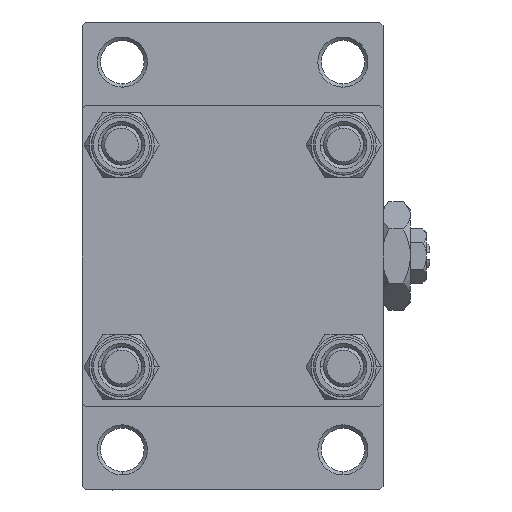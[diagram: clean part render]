
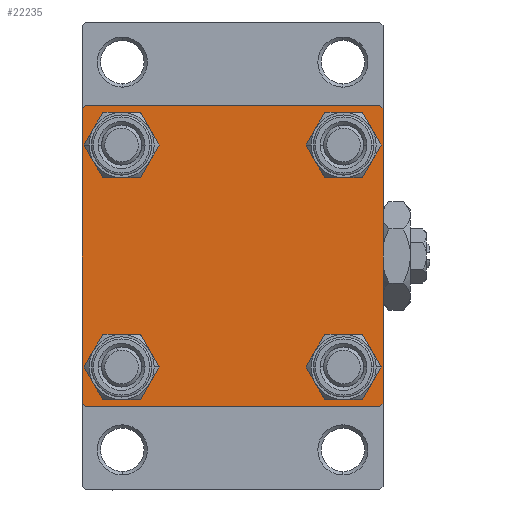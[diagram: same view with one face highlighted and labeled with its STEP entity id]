
A CAD part, left-side view. The second image highlights one B-rep face of the part: STEP entity #22235.
In plain terms, the highlighted planar face has unit normal (-1, 0, 0).
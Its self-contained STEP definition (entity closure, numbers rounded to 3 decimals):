
#400 = ORIENTED_EDGE ( 'NONE', *, *, #47232, .T. ) ;
#416 = LINE ( 'NONE', #26468, #33179 ) ;
#645 = DIRECTION ( 'NONE',  ( 0., 0., 1. ) ) ;
#720 = AXIS2_PLACEMENT_3D ( 'NONE', #41641, #37199, #7160 ) ;
#831 = DIRECTION ( 'NONE',  ( 0., 0.707, -0.707 ) ) ;
#1537 = CARTESIAN_POINT ( 'NONE',  ( 0., 22.5, 22.5 ) ) ;
#1880 = CARTESIAN_POINT ( 'NONE',  ( 0., 22.5, 22.5 ) ) ;
#2545 = CARTESIAN_POINT ( 'NONE',  ( 0., 22.5, -22.5 ) ) ;
#3800 = DIRECTION ( 'NONE',  ( 1., 0., 0. ) ) ;
#3943 = CARTESIAN_POINT ( 'NONE',  ( 0., 22., -22.5 ) ) ;
#4466 = CARTESIAN_POINT ( 'NONE',  ( 0., 22.5, -22. ) ) ;
#4494 = DIRECTION ( 'NONE',  ( 1., 0., 0. ) ) ;
#5171 = CARTESIAN_POINT ( 'NONE',  ( 0., -22.5, 22.5 ) ) ;
#5330 = DIRECTION ( 'NONE',  ( 1., 0., 0. ) ) ;
#5351 = VECTOR ( 'NONE', #831, 1000. ) ;
#5481 = DIRECTION ( 'NONE',  ( 0., -0.707, -0.707 ) ) ;
#5638 = ORIENTED_EDGE ( 'NONE', *, *, #19555, .T. ) ;
#5746 = VECTOR ( 'NONE', #20556, 1000. ) ;
#6019 = EDGE_CURVE ( 'NONE', #27844, #30050, #416, .T. ) ;
#6209 = ORIENTED_EDGE ( 'NONE', *, *, #44791, .T. ) ;
#6423 = ORIENTED_EDGE ( 'NONE', *, *, #6019, .T. ) ;
#7160 = DIRECTION ( 'NONE',  ( 0., 0., 1. ) ) ;
#7296 = CARTESIAN_POINT ( 'NONE',  ( 0., 16.6, -20.1 ) ) ;
#7654 = ORIENTED_EDGE ( 'NONE', *, *, #30831, .T. ) ;
#8343 = DIRECTION ( 'NONE',  ( 0., -1., 0. ) ) ;
#8517 = CARTESIAN_POINT ( 'NONE',  ( 0., -22.25, 22.25 ) ) ;
#8952 = EDGE_CURVE ( 'NONE', #29855, #46126, #20126, .T. ) ;
#9472 = DIRECTION ( 'NONE',  ( 0., 0., 1. ) ) ;
#9627 = DIRECTION ( 'NONE',  ( 0., 0., 1. ) ) ;
#9687 = CIRCLE ( 'NONE', #20757, 3.5 ) ;
#9876 = CARTESIAN_POINT ( 'NONE',  ( 0., 0., 0. ) ) ;
#10825 = CARTESIAN_POINT ( 'NONE',  ( 0., 22.25, 22.25 ) ) ;
#11991 = CARTESIAN_POINT ( 'NONE',  ( 0., 16.6, -13.1 ) ) ;
#12041 = VERTEX_POINT ( 'NONE', #21173 ) ;
#12170 = CIRCLE ( 'NONE', #39104, 3.5 ) ;
#12442 = DIRECTION ( 'NONE',  ( 1., 0., 0. ) ) ;
#12576 = ORIENTED_EDGE ( 'NONE', *, *, #18297, .T. ) ;
#13135 = VERTEX_POINT ( 'NONE', #35289 ) ;
#13352 = CARTESIAN_POINT ( 'NONE',  ( 0., -16.6, -16.6 ) ) ;
#13649 = VERTEX_POINT ( 'NONE', #17760 ) ;
#13780 = VERTEX_POINT ( 'NONE', #18182 ) ;
#13878 = EDGE_LOOP ( 'NONE', ( #12576, #38231 ) ) ;
#15242 = CARTESIAN_POINT ( 'NONE',  ( 0., 22.5, 22. ) ) ;
#15578 = CARTESIAN_POINT ( 'NONE',  ( 0., -22.5, -22. ) ) ;
#15584 = ORIENTED_EDGE ( 'NONE', *, *, #37762, .T. ) ;
#16014 = ORIENTED_EDGE ( 'NONE', *, *, #8952, .T. ) ;
#16065 = CIRCLE ( 'NONE', #41377, 3.5 ) ;
#16421 = DIRECTION ( 'NONE',  ( 0., 0., -1. ) ) ;
#17513 = EDGE_CURVE ( 'NONE', #28645, #12041, #9687, .T. ) ;
#17683 = DIRECTION ( 'NONE',  ( 0., -1., 0. ) ) ;
#17760 = CARTESIAN_POINT ( 'NONE',  ( 0., -22.5, 22. ) ) ;
#17800 = ORIENTED_EDGE ( 'NONE', *, *, #33241, .T. ) ;
#17861 = CARTESIAN_POINT ( 'NONE',  ( 0., -16.6, -16.6 ) ) ;
#18035 = VERTEX_POINT ( 'NONE', #15242 ) ;
#18182 = CARTESIAN_POINT ( 'NONE',  ( 0., -16.6, 20.1 ) ) ;
#18297 = EDGE_CURVE ( 'NONE', #12041, #28645, #16065, .T. ) ;
#18638 = EDGE_CURVE ( 'NONE', #13649, #30050, #47619, .T. ) ;
#18939 = DIRECTION ( 'NONE',  ( 0., 0., 1. ) ) ;
#19555 = EDGE_CURVE ( 'NONE', #13780, #22626, #27959, .T. ) ;
#19667 = AXIS2_PLACEMENT_3D ( 'NONE', #13352, #25242, #9627 ) ;
#20027 = AXIS2_PLACEMENT_3D ( 'NONE', #22647, #3800, #18939 ) ;
#20126 = LINE ( 'NONE', #35276, #22190 ) ;
#20316 = CARTESIAN_POINT ( 'NONE',  ( 0., -22., -22.5 ) ) ;
#20514 = CIRCLE ( 'NONE', #48275, 3.5 ) ;
#20556 = DIRECTION ( 'NONE',  ( 0., 0., -1. ) ) ;
#20696 = VERTEX_POINT ( 'NONE', #11991 ) ;
#20757 = AXIS2_PLACEMENT_3D ( 'NONE', #38254, #4494, #34521 ) ;
#21121 = CARTESIAN_POINT ( 'NONE',  ( 0., -16.6, 16.6 ) ) ;
#21173 = CARTESIAN_POINT ( 'NONE',  ( 0., 16.6, 20.1 ) ) ;
#22105 = CIRCLE ( 'NONE', #720, 3.5 ) ;
#22190 = VECTOR ( 'NONE', #5481, 1000. ) ;
#22235 = ADVANCED_FACE ( 'NONE', ( #47358, #35701, #43639, #43884, #40152 ), #31720, .T. ) ;
#22237 = ORIENTED_EDGE ( 'NONE', *, *, #28694, .T. ) ;
#22355 = VECTOR ( 'NONE', #16421, 1000. ) ;
#22626 = VERTEX_POINT ( 'NONE', #33757 ) ;
#22647 = CARTESIAN_POINT ( 'NONE',  ( 0., -16.6, 16.6 ) ) ;
#23352 = DIRECTION ( 'NONE',  ( 0., 0., 1. ) ) ;
#23753 = CARTESIAN_POINT ( 'NONE',  ( 0., -22., 22.5 ) ) ;
#24342 = LINE ( 'NONE', #1537, #22355 ) ;
#24481 = ORIENTED_EDGE ( 'NONE', *, *, #46300, .T. ) ;
#25242 = DIRECTION ( 'NONE',  ( 1., 0., 0. ) ) ;
#26425 = EDGE_LOOP ( 'NONE', ( #5638, #400 ) ) ;
#26468 = CARTESIAN_POINT ( 'NONE',  ( 0., -22.25, -22.25 ) ) ;
#26596 = ORIENTED_EDGE ( 'NONE', *, *, #45968, .T. ) ;
#26638 = VECTOR ( 'NONE', #17683, 1000. ) ;
#27122 = LINE ( 'NONE', #8517, #48202 ) ;
#27671 = CARTESIAN_POINT ( 'NONE',  ( 0., 16.6, -16.6 ) ) ;
#27844 = VERTEX_POINT ( 'NONE', #20316 ) ;
#27869 = CARTESIAN_POINT ( 'NONE',  ( 0., -16.6, -13.1 ) ) ;
#27959 = CIRCLE ( 'NONE', #20027, 3.5 ) ;
#28237 = DIRECTION ( 'NONE',  ( -1., 0., 0. ) ) ;
#28645 = VERTEX_POINT ( 'NONE', #29837 ) ;
#28694 = EDGE_CURVE ( 'NONE', #18035, #29855, #24342, .T. ) ;
#28822 = DIRECTION ( 'NONE',  ( 1., 0., 0. ) ) ;
#29264 = CARTESIAN_POINT ( 'NONE',  ( 0., 22., 22.5 ) ) ;
#29638 = VECTOR ( 'NONE', #8343, 1000. ) ;
#29837 = CARTESIAN_POINT ( 'NONE',  ( 0., 16.6, 13.1 ) ) ;
#29855 = VERTEX_POINT ( 'NONE', #4466 ) ;
#30050 = VERTEX_POINT ( 'NONE', #15578 ) ;
#30709 = EDGE_LOOP ( 'NONE', ( #17800, #39828 ) ) ;
#30831 = EDGE_CURVE ( 'NONE', #31814, #13135, #12170, .T. ) ;
#30926 = VERTEX_POINT ( 'NONE', #29264 ) ;
#31252 = AXIS2_PLACEMENT_3D ( 'NONE', #9876, #28237, #46870 ) ;
#31283 = ORIENTED_EDGE ( 'NONE', *, *, #32335, .F. ) ;
#31297 = CARTESIAN_POINT ( 'NONE',  ( 0., 16.6, 16.6 ) ) ;
#31586 = DIRECTION ( 'NONE',  ( 0., 0.707, 0.707 ) ) ;
#31720 = PLANE ( 'NONE',  #31252 ) ;
#31814 = VERTEX_POINT ( 'NONE', #27869 ) ;
#32335 = EDGE_CURVE ( 'NONE', #30926, #36092, #38875, .T. ) ;
#33179 = VECTOR ( 'NONE', #45842, 1000. ) ;
#33241 = EDGE_CURVE ( 'NONE', #20696, #45876, #33630, .T. ) ;
#33630 = CIRCLE ( 'NONE', #37609, 3.5 ) ;
#33757 = CARTESIAN_POINT ( 'NONE',  ( 0., -16.6, 13.1 ) ) ;
#34521 = DIRECTION ( 'NONE',  ( 0., 0., 1. ) ) ;
#34618 = ORIENTED_EDGE ( 'NONE', *, *, #18638, .F. ) ;
#35276 = CARTESIAN_POINT ( 'NONE',  ( 0., 22.25, -22.25 ) ) ;
#35289 = CARTESIAN_POINT ( 'NONE',  ( 0., -16.6, -20.1 ) ) ;
#35701 = FACE_BOUND ( 'NONE', #36741, .T. ) ;
#36092 = VERTEX_POINT ( 'NONE', #23753 ) ;
#36549 = LINE ( 'NONE', #2545, #26638 ) ;
#36741 = EDGE_LOOP ( 'NONE', ( #7654, #24481 ) ) ;
#37199 = DIRECTION ( 'NONE',  ( 1., 0., 0. ) ) ;
#37609 = AXIS2_PLACEMENT_3D ( 'NONE', #27671, #5330, #645 ) ;
#37762 = EDGE_CURVE ( 'NONE', #46126, #27844, #36549, .T. ) ;
#38231 = ORIENTED_EDGE ( 'NONE', *, *, #17513, .T. ) ;
#38254 = CARTESIAN_POINT ( 'NONE',  ( 0., 16.6, 16.6 ) ) ;
#38542 = LINE ( 'NONE', #10825, #5351 ) ;
#38875 = LINE ( 'NONE', #1880, #29638 ) ;
#39104 = AXIS2_PLACEMENT_3D ( 'NONE', #17861, #40686, #47657 ) ;
#39828 = ORIENTED_EDGE ( 'NONE', *, *, #48401, .T. ) ;
#40152 = FACE_OUTER_BOUND ( 'NONE', #48614, .T. ) ;
#40686 = DIRECTION ( 'NONE',  ( 1., 0., 0. ) ) ;
#41068 = CIRCLE ( 'NONE', #19667, 3.5 ) ;
#41377 = AXIS2_PLACEMENT_3D ( 'NONE', #31297, #12442, #23352 ) ;
#41641 = CARTESIAN_POINT ( 'NONE',  ( 0., 16.6, -16.6 ) ) ;
#43639 = FACE_BOUND ( 'NONE', #30709, .T. ) ;
#43884 = FACE_BOUND ( 'NONE', #13878, .T. ) ;
#44791 = EDGE_CURVE ( 'NONE', #30926, #18035, #38542, .T. ) ;
#45842 = DIRECTION ( 'NONE',  ( 0., -0.707, 0.707 ) ) ;
#45876 = VERTEX_POINT ( 'NONE', #7296 ) ;
#45968 = EDGE_CURVE ( 'NONE', #13649, #36092, #27122, .T. ) ;
#46126 = VERTEX_POINT ( 'NONE', #3943 ) ;
#46300 = EDGE_CURVE ( 'NONE', #13135, #31814, #41068, .T. ) ;
#46870 = DIRECTION ( 'NONE',  ( 0., 0., 1. ) ) ;
#47232 = EDGE_CURVE ( 'NONE', #22626, #13780, #20514, .T. ) ;
#47358 = FACE_BOUND ( 'NONE', #26425, .T. ) ;
#47619 = LINE ( 'NONE', #5171, #5746 ) ;
#47657 = DIRECTION ( 'NONE',  ( 0., 0., 1. ) ) ;
#48202 = VECTOR ( 'NONE', #31586, 1000. ) ;
#48275 = AXIS2_PLACEMENT_3D ( 'NONE', #21121, #28822, #9472 ) ;
#48401 = EDGE_CURVE ( 'NONE', #45876, #20696, #22105, .T. ) ;
#48614 = EDGE_LOOP ( 'NONE', ( #22237, #16014, #15584, #6423, #34618, #26596, #31283, #6209 ) ) ;
